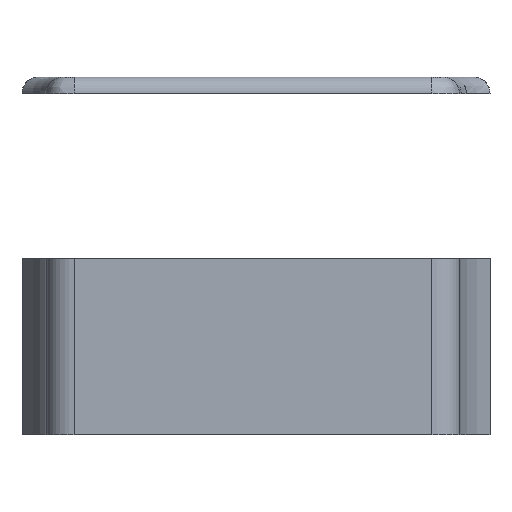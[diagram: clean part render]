
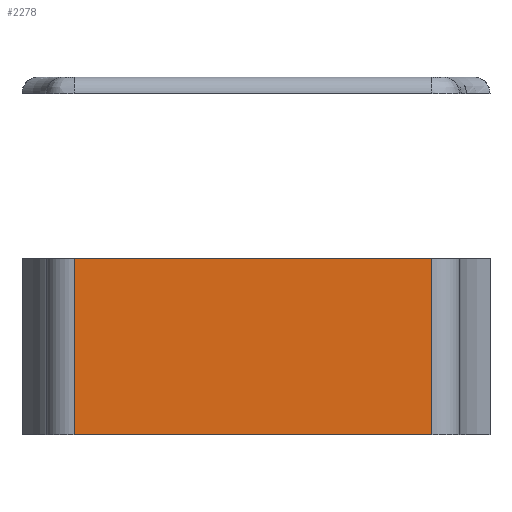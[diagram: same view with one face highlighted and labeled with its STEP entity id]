
A CAD part, front view. The second image highlights one B-rep face of the part: STEP entity #2278.
In plain terms, the highlighted planar face has unit normal (0, -1, 0).
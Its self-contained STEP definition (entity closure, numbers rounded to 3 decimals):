
#234=FACE_OUTER_BOUND('',#353,.T.);
#353=EDGE_LOOP('',(#1727,#1728,#1729,#1730));
#600=LINE('',#3497,#848);
#607=LINE('',#3515,#855);
#608=LINE('',#3518,#856);
#609=LINE('',#3519,#857);
#848=VECTOR('',#2831,10.);
#855=VECTOR('',#2850,10.);
#856=VECTOR('',#2853,10.);
#857=VECTOR('',#2854,10.);
#1062=VERTEX_POINT('',#3494);
#1063=VERTEX_POINT('',#3496);
#1067=VERTEX_POINT('',#3511);
#1069=VERTEX_POINT('',#3517);
#1328=EDGE_CURVE('',#1062,#1063,#600,.T.);
#1338=EDGE_CURVE('',#1063,#1067,#607,.T.);
#1339=EDGE_CURVE('',#1069,#1062,#608,.T.);
#1340=EDGE_CURVE('',#1067,#1069,#609,.T.);
#1727=ORIENTED_EDGE('',*,*,#1338,.F.);
#1728=ORIENTED_EDGE('',*,*,#1328,.F.);
#1729=ORIENTED_EDGE('',*,*,#1339,.F.);
#1730=ORIENTED_EDGE('',*,*,#1340,.F.);
#2189=PLANE('',#2430);
#2278=ADVANCED_FACE('',(#234),#2189,.T.);
#2430=AXIS2_PLACEMENT_3D('',#3516,#2851,#2852);
#2831=DIRECTION('',(-1.,0.,0.));
#2850=DIRECTION('',(0.,0.,1.));
#2851=DIRECTION('center_axis',(0.,-1.,0.));
#2852=DIRECTION('ref_axis',(1.,0.,0.));
#2853=DIRECTION('',(0.,0.,-1.));
#2854=DIRECTION('',(1.,0.,0.));
#3494=CARTESIAN_POINT('',(32.5,-47.5,0.));
#3496=CARTESIAN_POINT('',(-32.5,-47.5,0.));
#3497=CARTESIAN_POINT('',(37.5,-47.5,0.));
#3511=CARTESIAN_POINT('',(-32.5,-47.5,32.));
#3515=CARTESIAN_POINT('',(-32.5,-47.5,0.));
#3516=CARTESIAN_POINT('Origin',(-37.5,-47.5,0.));
#3517=CARTESIAN_POINT('',(32.5,-47.5,32.));
#3518=CARTESIAN_POINT('',(32.5,-47.5,0.));
#3519=CARTESIAN_POINT('',(37.5,-47.5,32.));
